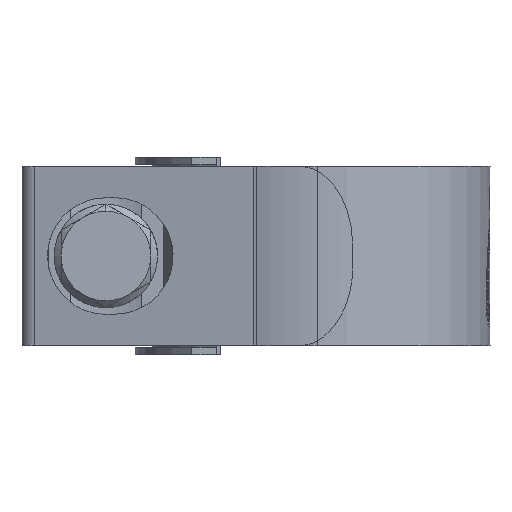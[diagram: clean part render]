
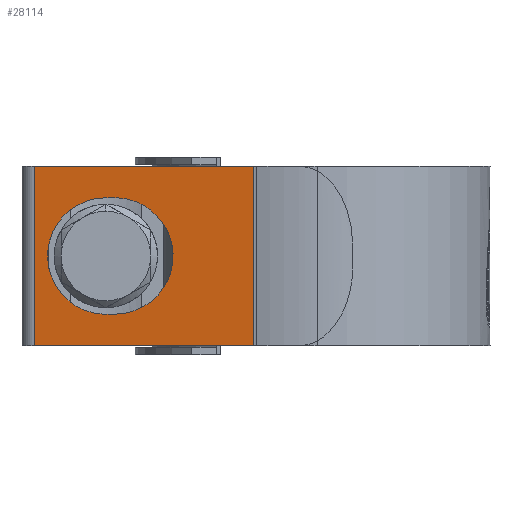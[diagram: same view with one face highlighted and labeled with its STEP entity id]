
A CAD part, left-side view. The second image highlights one B-rep face of the part: STEP entity #28114.
In plain terms, the highlighted planar face has unit normal (-0.983, 0.181, 0).
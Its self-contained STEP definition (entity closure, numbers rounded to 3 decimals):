
#83 = DIRECTION ( 'NONE',  ( 0.181, 0.983, 0. ) ) ;
#156 =( BOUNDED_CURVE ( )  B_SPLINE_CURVE ( 3, ( #6933, #1699, #25631, #17903 ),
 .UNSPECIFIED., .F., .T. ) 
 B_SPLINE_CURVE_WITH_KNOTS ( ( 4, 4 ),
 ( 1.571, 4.712 ),
 .UNSPECIFIED. ) 
 CURVE ( )  GEOMETRIC_REPRESENTATION_ITEM ( )  RATIONAL_B_SPLINE_CURVE ( ( 1., 0.333, 0.333, 1. ) ) 
 REPRESENTATION_ITEM ( '' )  );
#1013 = CARTESIAN_POINT ( 'NONE',  ( -15.903, 23.579, -6.5 ) ) ;
#1275 = DIRECTION ( 'NONE',  ( 0., 0., -1. ) ) ;
#1699 = CARTESIAN_POINT ( 'NONE',  ( -13.505, 36.579, 6.5 ) ) ;
#2507 = VECTOR ( 'NONE', #6936, 1000. ) ;
#3661 = ORIENTED_EDGE ( 'NONE', *, *, #11008, .T. ) ;
#4110 = EDGE_CURVE ( 'NONE', #31844, #26886, #9579, .T. ) ;
#4168 = CARTESIAN_POINT ( 'NONE',  ( -16.088, 22.579, 6.5 ) ) ;
#4589 = DIRECTION ( 'NONE',  ( -0.181, -0.983, 0. ) ) ;
#6093 = VERTEX_POINT ( 'NONE', #17605 ) ;
#6933 = CARTESIAN_POINT ( 'NONE',  ( -15.903, 23.579, 6.5 ) ) ;
#6936 = DIRECTION ( 'NONE',  ( -0.181, -0.983, 0. ) ) ;
#7481 = EDGE_CURVE ( 'NONE', #6093, #16453, #21853, .T. ) ;
#9016 = ORIENTED_EDGE ( 'NONE', *, *, #4110, .F. ) ;
#9397 = PLANE ( 'NONE',  #12110 ) ;
#9579 = LINE ( 'NONE', #25909, #31558 ) ;
#9653 = LINE ( 'NONE', #31553, #2507 ) ;
#9883 = CARTESIAN_POINT ( 'NONE',  ( -18.947, 7.084, 10. ) ) ;
#10537 = EDGE_CURVE ( 'NONE', #15505, #31844, #23367, .T. ) ;
#11008 = EDGE_CURVE ( 'NONE', #15505, #20570, #21177, .T. ) ;
#11226 = EDGE_LOOP ( 'NONE', ( #18802, #9016, #33296, #3661 ) ) ;
#11772 = CARTESIAN_POINT ( 'NONE',  ( -16.088, 22.579, -6.5 ) ) ;
#12110 = AXIS2_PLACEMENT_3D ( 'NONE', #18010, #22721, #28979 ) ;
#12901 = VECTOR ( 'NONE', #14572, 1000. ) ;
#13586 = CARTESIAN_POINT ( 'NONE',  ( -18.947, 7.084, 6.5 ) ) ;
#13721 = FACE_OUTER_BOUND ( 'NONE', #11226, .T. ) ;
#14572 = DIRECTION ( 'NONE',  ( -0.181, -0.983, 0. ) ) ;
#15505 = VERTEX_POINT ( 'NONE', #15750 ) ;
#15596 = LINE ( 'NONE', #18280, #34194 ) ;
#15750 = CARTESIAN_POINT ( 'NONE',  ( -14.432, 31.554, 10. ) ) ;
#16453 = VERTEX_POINT ( 'NONE', #32051 ) ;
#16930 = VECTOR ( 'NONE', #18484, 1000. ) ;
#17605 = CARTESIAN_POINT ( 'NONE',  ( -16.088, 22.579, 6.5 ) ) ;
#17903 = CARTESIAN_POINT ( 'NONE',  ( -15.903, 23.579, -6.5 ) ) ;
#18010 = CARTESIAN_POINT ( 'NONE',  ( -18.947, 7.084, 10. ) ) ;
#18197 = EDGE_CURVE ( 'NONE', #24205, #6093, #26103, .T. ) ;
#18280 = CARTESIAN_POINT ( 'NONE',  ( -18.947, 7.084, -10. ) ) ;
#18484 = DIRECTION ( 'NONE',  ( 0., 0., -1. ) ) ;
#18802 = ORIENTED_EDGE ( 'NONE', *, *, #21773, .T. ) ;
#20401 = VERTEX_POINT ( 'NONE', #1013 ) ;
#20570 = VERTEX_POINT ( 'NONE', #28349 ) ;
#21094 = CARTESIAN_POINT ( 'NONE',  ( -18.947, 7.084, -10. ) ) ;
#21177 = LINE ( 'NONE', #24235, #16930 ) ;
#21544 = EDGE_CURVE ( 'NONE', #16453, #20401, #156, .T. ) ;
#21773 = EDGE_CURVE ( 'NONE', #20570, #26886, #15596, .T. ) ;
#21853 = LINE ( 'NONE', #13586, #26555 ) ;
#22721 = DIRECTION ( 'NONE',  ( 0.983, -0.181, 0. ) ) ;
#23367 = LINE ( 'NONE', #9883, #12901 ) ;
#23511 = CARTESIAN_POINT ( 'NONE',  ( -18.947, 7.084, 10. ) ) ;
#24205 = VERTEX_POINT ( 'NONE', #31061 ) ;
#24235 = CARTESIAN_POINT ( 'NONE',  ( -14.432, 31.554, 10. ) ) ;
#24684 = FACE_BOUND ( 'NONE', #25300, .T. ) ;
#25036 = ORIENTED_EDGE ( 'NONE', *, *, #21544, .F. ) ;
#25300 = EDGE_LOOP ( 'NONE', ( #29746, #31745, #25036, #32365 ) ) ;
#25631 = CARTESIAN_POINT ( 'NONE',  ( -13.505, 36.579, -6.5 ) ) ;
#25909 = CARTESIAN_POINT ( 'NONE',  ( -18.947, 7.084, 10. ) ) ;
#25922 = EDGE_CURVE ( 'NONE', #20401, #24205, #9653, .T. ) ;
#26103 =( BOUNDED_CURVE ( )  B_SPLINE_CURVE ( 3, ( #11772, #28816, #33691, #4168 ),
 .UNSPECIFIED., .F., .F. ) 
 B_SPLINE_CURVE_WITH_KNOTS ( ( 4, 4 ),
 ( 4.712, 7.854 ),
 .UNSPECIFIED. ) 
 CURVE ( )  GEOMETRIC_REPRESENTATION_ITEM ( )  RATIONAL_B_SPLINE_CURVE ( ( 1., 0.333, 0.333, 1. ) ) 
 REPRESENTATION_ITEM ( '' )  );
#26555 = VECTOR ( 'NONE', #83, 1000. ) ;
#26886 = VERTEX_POINT ( 'NONE', #21094 ) ;
#28114 = ADVANCED_FACE ( 'NONE', ( #13721, #24684 ), #9397, .F. ) ;
#28349 = CARTESIAN_POINT ( 'NONE',  ( -14.432, 31.554, -10. ) ) ;
#28816 = CARTESIAN_POINT ( 'NONE',  ( -18.487, 9.579, -6.5 ) ) ;
#28979 = DIRECTION ( 'NONE',  ( 0.181, 0.983, 0. ) ) ;
#29746 = ORIENTED_EDGE ( 'NONE', *, *, #18197, .F. ) ;
#31061 = CARTESIAN_POINT ( 'NONE',  ( -16.088, 22.579, -6.5 ) ) ;
#31553 = CARTESIAN_POINT ( 'NONE',  ( -18.947, 7.084, -6.5 ) ) ;
#31558 = VECTOR ( 'NONE', #1275, 1000. ) ;
#31745 = ORIENTED_EDGE ( 'NONE', *, *, #25922, .F. ) ;
#31844 = VERTEX_POINT ( 'NONE', #23511 ) ;
#32051 = CARTESIAN_POINT ( 'NONE',  ( -15.903, 23.579, 6.5 ) ) ;
#32365 = ORIENTED_EDGE ( 'NONE', *, *, #7481, .F. ) ;
#33296 = ORIENTED_EDGE ( 'NONE', *, *, #10537, .F. ) ;
#33691 = CARTESIAN_POINT ( 'NONE',  ( -18.487, 9.579, 6.5 ) ) ;
#34194 = VECTOR ( 'NONE', #4589, 1000. ) ;
